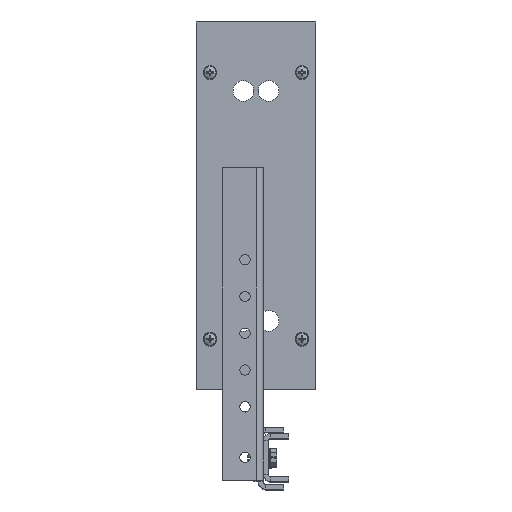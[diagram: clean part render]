
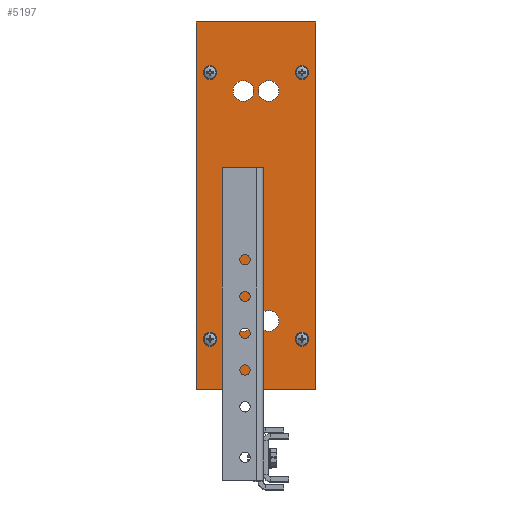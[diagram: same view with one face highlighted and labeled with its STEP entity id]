
A CAD part, top view. The second image highlights one B-rep face of the part: STEP entity #5197.
In plain terms, the highlighted planar face has unit normal (0, 0, 1).
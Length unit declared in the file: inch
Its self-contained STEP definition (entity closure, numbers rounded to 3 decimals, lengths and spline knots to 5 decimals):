
#456=LINE('',#7543,#717);
#460=LINE('',#7551,#721);
#463=LINE('',#7557,#724);
#466=LINE('',#7562,#727);
#717=VECTOR('',#6223,0.3937);
#721=VECTOR('',#6229,0.3937);
#724=VECTOR('',#6234,0.3937);
#727=VECTOR('',#6239,0.3937);
#982=PLANE('',#5665);
#1102=FACE_BOUND('',#1511,.T.);
#1103=FACE_BOUND('',#1512,.T.);
#1104=FACE_BOUND('',#1513,.T.);
#1105=FACE_BOUND('',#1514,.T.);
#1106=FACE_BOUND('',#1515,.T.);
#1107=FACE_BOUND('',#1516,.T.);
#1108=FACE_BOUND('',#1517,.T.);
#1109=FACE_BOUND('',#1518,.T.);
#1224=FACE_OUTER_BOUND('',#1510,.T.);
#1510=EDGE_LOOP('',(#3477,#3478,#3479,#3480));
#1511=EDGE_LOOP('',(#3481));
#1512=EDGE_LOOP('',(#3482));
#1513=EDGE_LOOP('',(#3483));
#1514=EDGE_LOOP('',(#3484));
#1515=EDGE_LOOP('',(#3485));
#1516=EDGE_LOOP('',(#3486));
#1517=EDGE_LOOP('',(#3487));
#1518=EDGE_LOOP('',(#3488));
#1886=CIRCLE('',#5638,0.28125);
#1888=CIRCLE('',#5641,0.28125);
#1890=CIRCLE('',#5644,0.28125);
#1892=CIRCLE('',#5647,0.28125);
#1894=CIRCLE('',#5650,0.0795);
#1896=CIRCLE('',#5653,0.0795);
#1898=CIRCLE('',#5656,0.0795);
#1900=CIRCLE('',#5659,0.0795);
#2123=VERTEX_POINT('',#7501);
#2125=VERTEX_POINT('',#7506);
#2127=VERTEX_POINT('',#7511);
#2129=VERTEX_POINT('',#7516);
#2131=VERTEX_POINT('',#7521);
#2133=VERTEX_POINT('',#7526);
#2135=VERTEX_POINT('',#7531);
#2137=VERTEX_POINT('',#7536);
#2139=VERTEX_POINT('',#7541);
#2140=VERTEX_POINT('',#7542);
#2143=VERTEX_POINT('',#7550);
#2145=VERTEX_POINT('',#7556);
#2678=EDGE_CURVE('',#2123,#2123,#1886,.T.);
#2680=EDGE_CURVE('',#2125,#2125,#1888,.T.);
#2682=EDGE_CURVE('',#2127,#2127,#1890,.T.);
#2684=EDGE_CURVE('',#2129,#2129,#1892,.T.);
#2686=EDGE_CURVE('',#2131,#2131,#1894,.T.);
#2688=EDGE_CURVE('',#2133,#2133,#1896,.T.);
#2690=EDGE_CURVE('',#2135,#2135,#1898,.T.);
#2692=EDGE_CURVE('',#2137,#2137,#1900,.T.);
#2694=EDGE_CURVE('',#2139,#2140,#456,.T.);
#2698=EDGE_CURVE('',#2140,#2143,#460,.T.);
#2701=EDGE_CURVE('',#2143,#2145,#463,.T.);
#2704=EDGE_CURVE('',#2145,#2139,#466,.T.);
#3477=ORIENTED_EDGE('',*,*,#2694,.F.);
#3478=ORIENTED_EDGE('',*,*,#2704,.F.);
#3479=ORIENTED_EDGE('',*,*,#2701,.F.);
#3480=ORIENTED_EDGE('',*,*,#2698,.F.);
#3481=ORIENTED_EDGE('',*,*,#2678,.T.);
#3482=ORIENTED_EDGE('',*,*,#2680,.T.);
#3483=ORIENTED_EDGE('',*,*,#2682,.T.);
#3484=ORIENTED_EDGE('',*,*,#2684,.T.);
#3485=ORIENTED_EDGE('',*,*,#2686,.T.);
#3486=ORIENTED_EDGE('',*,*,#2688,.T.);
#3487=ORIENTED_EDGE('',*,*,#2690,.T.);
#3488=ORIENTED_EDGE('',*,*,#2692,.T.);
#5197=ADVANCED_FACE('',(#1224,#1102,#1103,#1104,#1105,#1106,#1107,#1108,
#1109),#982,.T.);
#5638=AXIS2_PLACEMENT_3D('',#7502,#6175,#6176);
#5641=AXIS2_PLACEMENT_3D('',#7507,#6181,#6182);
#5644=AXIS2_PLACEMENT_3D('',#7512,#6187,#6188);
#5647=AXIS2_PLACEMENT_3D('',#7517,#6193,#6194);
#5650=AXIS2_PLACEMENT_3D('',#7522,#6199,#6200);
#5653=AXIS2_PLACEMENT_3D('',#7527,#6205,#6206);
#5656=AXIS2_PLACEMENT_3D('',#7532,#6211,#6212);
#5659=AXIS2_PLACEMENT_3D('',#7537,#6217,#6218);
#5665=AXIS2_PLACEMENT_3D('',#7564,#6241,#6242);
#6175=DIRECTION('center_axis',(0.,0.,-1.));
#6176=DIRECTION('ref_axis',(-1.,0.,0.));
#6181=DIRECTION('center_axis',(0.,0.,-1.));
#6182=DIRECTION('ref_axis',(-1.,0.,0.));
#6187=DIRECTION('center_axis',(0.,0.,-1.));
#6188=DIRECTION('ref_axis',(-1.,0.,0.));
#6193=DIRECTION('center_axis',(0.,0.,-1.));
#6194=DIRECTION('ref_axis',(-1.,0.,0.));
#6199=DIRECTION('center_axis',(0.,0.,-1.));
#6200=DIRECTION('ref_axis',(-1.,0.,0.));
#6205=DIRECTION('center_axis',(0.,0.,-1.));
#6206=DIRECTION('ref_axis',(-1.,0.,0.));
#6211=DIRECTION('center_axis',(0.,0.,-1.));
#6212=DIRECTION('ref_axis',(-1.,0.,0.));
#6217=DIRECTION('center_axis',(0.,0.,-1.));
#6218=DIRECTION('ref_axis',(-1.,0.,0.));
#6223=DIRECTION('',(0.,1.,0.));
#6229=DIRECTION('',(1.,0.,0.));
#6234=DIRECTION('',(0.,-1.,0.));
#6239=DIRECTION('',(-1.,0.,0.));
#6241=DIRECTION('center_axis',(0.,0.,1.));
#6242=DIRECTION('ref_axis',(1.,0.,0.));
#7501=CARTESIAN_POINT('',(0.625,-3.125,0.134));
#7502=CARTESIAN_POINT('Origin',(0.34375,-3.125,0.134));
#7506=CARTESIAN_POINT('',(-0.0625,-3.125,0.134));
#7507=CARTESIAN_POINT('Origin',(-0.34375,-3.125,0.134));
#7511=CARTESIAN_POINT('',(0.625,3.125,0.134));
#7512=CARTESIAN_POINT('Origin',(0.34375,3.125,0.134));
#7516=CARTESIAN_POINT('',(-0.0625,3.125,0.134));
#7517=CARTESIAN_POINT('Origin',(-0.34375,3.125,0.134));
#7521=CARTESIAN_POINT('',(1.3295,-3.625,0.134));
#7522=CARTESIAN_POINT('Origin',(1.25,-3.625,0.134));
#7526=CARTESIAN_POINT('',(-1.1705,-3.625,0.134));
#7527=CARTESIAN_POINT('Origin',(-1.25,-3.625,0.134));
#7531=CARTESIAN_POINT('',(1.3295,3.625,0.134));
#7532=CARTESIAN_POINT('Origin',(1.25,3.625,0.134));
#7536=CARTESIAN_POINT('',(-1.1705,3.625,0.134));
#7537=CARTESIAN_POINT('Origin',(-1.25,3.625,0.134));
#7541=CARTESIAN_POINT('',(-1.625,-5.,0.134));
#7542=CARTESIAN_POINT('',(-1.625,5.,0.134));
#7543=CARTESIAN_POINT('',(-1.625,-5.,0.134));
#7550=CARTESIAN_POINT('',(1.625,5.,0.134));
#7551=CARTESIAN_POINT('',(-1.625,5.,0.134));
#7556=CARTESIAN_POINT('',(1.625,-5.,0.134));
#7557=CARTESIAN_POINT('',(1.625,5.,0.134));
#7562=CARTESIAN_POINT('',(1.625,-5.,0.134));
#7564=CARTESIAN_POINT('Origin',(0.,0.,
0.134));
